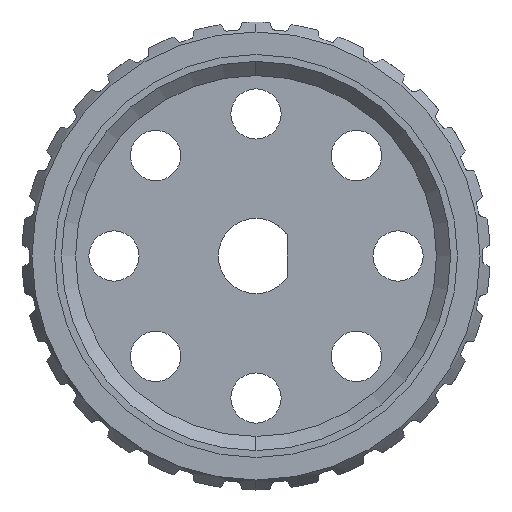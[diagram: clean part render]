
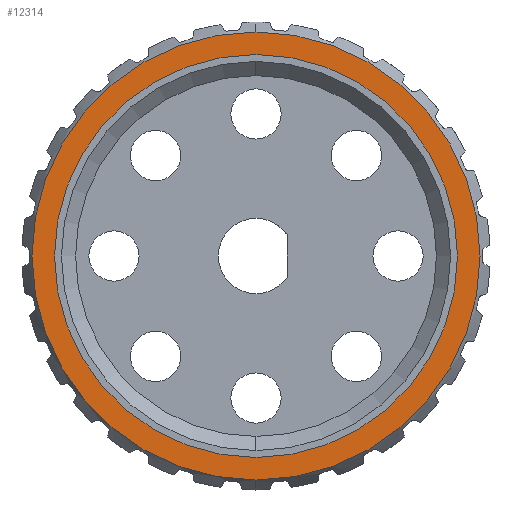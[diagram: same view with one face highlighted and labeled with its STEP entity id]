
A CAD part, left-side view. The second image highlights one B-rep face of the part: STEP entity #12314.
In plain terms, the highlighted planar face has unit normal (-1, 0, 0).
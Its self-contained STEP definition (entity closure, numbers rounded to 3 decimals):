
#386 = VERTEX_POINT ( 'NONE', #4361 ) ;
#1057 = DIRECTION ( 'NONE',  ( -1., 0., 0. ) ) ;
#1313 = CARTESIAN_POINT ( 'NONE',  ( 3.502, 0., -17.847 ) ) ;
#1643 = CIRCLE ( 'NONE', #6799, 16.05 ) ;
#2355 = ORIENTED_EDGE ( 'NONE', *, *, #3157, .F. ) ;
#3157 = EDGE_CURVE ( 'NONE', #386, #17828, #3573, .T. ) ;
#3322 = VERTEX_POINT ( 'NONE', #9106 ) ;
#3444 = DIRECTION ( 'NONE',  ( 1., 0., 0. ) ) ;
#3573 = CIRCLE ( 'NONE', #12486, 17.847 ) ;
#3844 = AXIS2_PLACEMENT_3D ( 'NONE', #6139, #9089, #9158 ) ;
#4361 = CARTESIAN_POINT ( 'NONE',  ( 3.502, 0., 17.847 ) ) ;
#5172 = FACE_OUTER_BOUND ( 'NONE', #10483, .T. ) ;
#5200 = VERTEX_POINT ( 'NONE', #15461 ) ;
#6139 = CARTESIAN_POINT ( 'NONE',  ( 3.502, 0., 0. ) ) ;
#6799 = AXIS2_PLACEMENT_3D ( 'NONE', #7232, #1057, #10437 ) ;
#6839 = EDGE_CURVE ( 'NONE', #5200, #3322, #1643, .T. ) ;
#6926 = DIRECTION ( 'NONE',  ( 0., -1., 0. ) ) ;
#7232 = CARTESIAN_POINT ( 'NONE',  ( 3.502, 0., 0. ) ) ;
#7547 = AXIS2_PLACEMENT_3D ( 'NONE', #12746, #3444, #11501 ) ;
#8438 = EDGE_CURVE ( 'NONE', #3322, #5200, #10607, .T. ) ;
#8617 = DIRECTION ( 'NONE',  ( -1., 0., 0. ) ) ;
#9089 = DIRECTION ( 'NONE',  ( 1., 0., 0. ) ) ;
#9106 = CARTESIAN_POINT ( 'NONE',  ( 3.502, 16.05, 0. ) ) ;
#9158 = DIRECTION ( 'NONE',  ( 0., 0., -1. ) ) ;
#10288 = FACE_BOUND ( 'NONE', #15394, .T. ) ;
#10437 = DIRECTION ( 'NONE',  ( 0., -1., 0. ) ) ;
#10483 = EDGE_LOOP ( 'NONE', ( #12313, #2355 ) ) ;
#10607 = CIRCLE ( 'NONE', #19796, 16.05 ) ;
#11501 = DIRECTION ( 'NONE',  ( 0., 0., -1. ) ) ;
#12313 = ORIENTED_EDGE ( 'NONE', *, *, #20066, .F. ) ;
#12314 = ADVANCED_FACE ( 'NONE', ( #10288, #5172 ), #13914, .F. ) ;
#12486 = AXIS2_PLACEMENT_3D ( 'NONE', #16627, #13445, #18172 ) ;
#12746 = CARTESIAN_POINT ( 'NONE',  ( 3.502, 0., 0. ) ) ;
#13236 = CARTESIAN_POINT ( 'NONE',  ( 3.502, 0., 0. ) ) ;
#13445 = DIRECTION ( 'NONE',  ( 1., 0., 0. ) ) ;
#13914 = PLANE ( 'NONE',  #3844 ) ;
#15394 = EDGE_LOOP ( 'NONE', ( #18982, #18586 ) ) ;
#15461 = CARTESIAN_POINT ( 'NONE',  ( 3.502, -16.05, 0. ) ) ;
#16627 = CARTESIAN_POINT ( 'NONE',  ( 3.502, 0., 0. ) ) ;
#17828 = VERTEX_POINT ( 'NONE', #1313 ) ;
#18172 = DIRECTION ( 'NONE',  ( 0., 0., -1. ) ) ;
#18586 = ORIENTED_EDGE ( 'NONE', *, *, #8438, .F. ) ;
#18982 = ORIENTED_EDGE ( 'NONE', *, *, #6839, .F. ) ;
#19796 = AXIS2_PLACEMENT_3D ( 'NONE', #13236, #8617, #6926 ) ;
#19977 = CIRCLE ( 'NONE', #7547, 17.847 ) ;
#20066 = EDGE_CURVE ( 'NONE', #17828, #386, #19977, .T. ) ;
